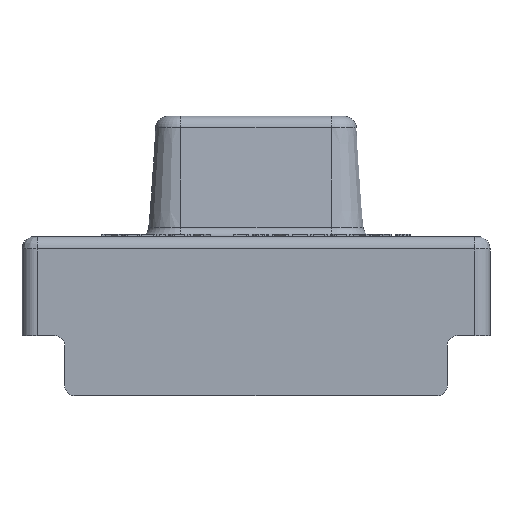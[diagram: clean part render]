
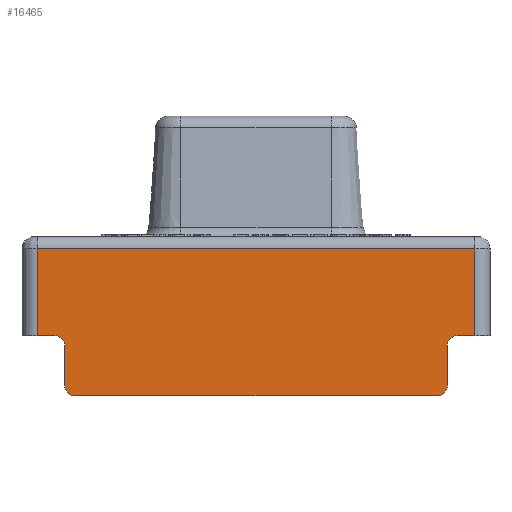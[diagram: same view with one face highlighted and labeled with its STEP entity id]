
A CAD part, front view. The second image highlights one B-rep face of the part: STEP entity #16465.
In plain terms, the highlighted planar face has unit normal (0, -1, 0).
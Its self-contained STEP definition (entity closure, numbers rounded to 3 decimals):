
#6=DIRECTION('',(-1.,0.,0.));
#7=VECTOR('',#6,36.18);
#8=CARTESIAN_POINT('',(18.09,-8.7,0.));
#9=LINE('',#8,#7);
#811=CARTESIAN_POINT('',(20.09,-8.7,5.));
#812=DIRECTION('',(0.,1.,0.));
#813=DIRECTION('',(-1.,0.,0.));
#814=AXIS2_PLACEMENT_3D('',#811,#812,#813);
#840=CARTESIAN_POINT('',(-18.09,-8.7,1.));
#841=DIRECTION('',(0.,-1.,0.));
#842=DIRECTION('',(-1.,0.,0.));
#843=AXIS2_PLACEMENT_3D('',#840,#841,#842);
#845=DIRECTION('',(0.,0.,-1.));
#846=VECTOR('',#845,4.);
#847=CARTESIAN_POINT('',(-19.09,-8.7,5.));
#848=LINE('',#847,#846);
#849=DIRECTION('',(-1.,0.,0.));
#850=VECTOR('',#849,1.76);
#851=CARTESIAN_POINT('',(-20.09,-8.7,6.));
#852=LINE('',#851,#850);
#853=DIRECTION('',(-1.,0.,0.));
#854=VECTOR('',#853,43.7);
#855=CARTESIAN_POINT('',(21.85,-8.7,14.65));
#856=LINE('',#855,#854);
#857=DIRECTION('',(-1.,0.,0.));
#858=VECTOR('',#857,1.76);
#859=CARTESIAN_POINT('',(21.85,-8.7,6.));
#860=LINE('',#859,#858);
#861=DIRECTION('',(0.,0.,-1.));
#862=VECTOR('',#861,4.);
#863=CARTESIAN_POINT('',(19.09,-8.7,5.));
#864=LINE('',#863,#862);
#865=CARTESIAN_POINT('',(18.09,-8.7,1.));
#866=DIRECTION('',(0.,-1.,0.));
#867=DIRECTION('',(0.,0.,-1.));
#868=AXIS2_PLACEMENT_3D('',#865,#866,#867);
#894=CARTESIAN_POINT('',(-20.09,-8.7,5.));
#895=DIRECTION('',(0.,1.,0.));
#896=DIRECTION('',(0.,0.,1.));
#897=AXIS2_PLACEMENT_3D('',#894,#895,#896);
#1597=DIRECTION('',(0.,0.,1.));
#1598=VECTOR('',#1597,8.65);
#1599=CARTESIAN_POINT('',(21.85,-8.7,6.));
#1600=LINE('',#1599,#1598);
#4967=DIRECTION('',(0.,0.,1.));
#4968=VECTOR('',#4967,8.65);
#4969=CARTESIAN_POINT('',(-21.85,-8.7,6.));
#4970=LINE('',#4969,#4968);
#11654=CARTESIAN_POINT('',(19.09,-8.7,5.));
#11655=CARTESIAN_POINT('',(20.09,-8.7,6.));
#11656=VERTEX_POINT('',#11654);
#11657=VERTEX_POINT('',#11655);
#11674=CARTESIAN_POINT('',(-20.09,-8.7,6.));
#11675=CARTESIAN_POINT('',(-19.09,-8.7,5.));
#11676=VERTEX_POINT('',#11674);
#11677=VERTEX_POINT('',#11675);
#12220=CARTESIAN_POINT('',(-21.85,-8.7,6.));
#12221=VERTEX_POINT('',#12220);
#12224=CARTESIAN_POINT('',(21.85,-8.7,6.));
#12225=VERTEX_POINT('',#12224);
#12272=CARTESIAN_POINT('',(-21.85,-8.7,14.65));
#12273=VERTEX_POINT('',#12272);
#12276=CARTESIAN_POINT('',(21.85,-8.7,14.65));
#12277=VERTEX_POINT('',#12276);
#12310=CARTESIAN_POINT('',(-19.09,-8.7,1.));
#12311=VERTEX_POINT('',#12310);
#12312=CARTESIAN_POINT('',(-18.09,-8.7,0.));
#12313=VERTEX_POINT('',#12312);
#12322=CARTESIAN_POINT('',(18.09,-8.7,0.));
#12323=CARTESIAN_POINT('',(19.09,-8.7,1.));
#12324=VERTEX_POINT('',#12322);
#12325=VERTEX_POINT('',#12323);
#16441=CARTESIAN_POINT('',(-22.35,-8.7,0.));
#16442=DIRECTION('',(0.,-1.,0.));
#16443=DIRECTION('',(1.,0.,0.));
#16444=AXIS2_PLACEMENT_3D('',#16441,#16442,#16443);
#16445=PLANE('',#16444);
#16446=ORIENTED_EDGE('',*,*,#15435,.F.);
#16448=ORIENTED_EDGE('',*,*,#16447,.F.);
#16450=ORIENTED_EDGE('',*,*,#16449,.F.);
#16451=ORIENTED_EDGE('',*,*,#16370,.T.);
#16453=ORIENTED_EDGE('',*,*,#16452,.T.);
#16455=ORIENTED_EDGE('',*,*,#16454,.F.);
#16457=ORIENTED_EDGE('',*,*,#16456,.F.);
#16458=ORIENTED_EDGE('',*,*,#16332,.T.);
#16459=ORIENTED_EDGE('',*,*,#16392,.F.);
#16460=ORIENTED_EDGE('',*,*,#16405,.T.);
#16461=ORIENTED_EDGE('',*,*,#16433,.F.);
#16462=ORIENTED_EDGE('',*,*,#15401,.T.);
#16463=EDGE_LOOP('',(#16446,#16448,#16450,#16451,#16453,#16455,#16457,#16458,
#16459,#16460,#16461,#16462));
#16464=FACE_OUTER_BOUND('',#16463,.F.);
#16465=ADVANCED_FACE('',(#16464),#16445,.T.);
#815=CIRCLE('',#814,1.);
#844=CIRCLE('',#843,1.);
#869=CIRCLE('',#868,1.);
#898=CIRCLE('',#897,1.);
#15401=EDGE_CURVE('',#12324,#12313,#9,.T.);
#15435=EDGE_CURVE('',#12311,#12313,#844,.T.);
#16332=EDGE_CURVE('',#12225,#11657,#860,.T.);
#16370=EDGE_CURVE('',#11676,#12221,#852,.T.);
#16392=EDGE_CURVE('',#11656,#11657,#815,.T.);
#16405=EDGE_CURVE('',#11656,#12325,#864,.T.);
#16433=EDGE_CURVE('',#12324,#12325,#869,.T.);
#16447=EDGE_CURVE('',#11677,#12311,#848,.T.);
#16449=EDGE_CURVE('',#11676,#11677,#898,.T.);
#16452=EDGE_CURVE('',#12221,#12273,#4970,.T.);
#16454=EDGE_CURVE('',#12277,#12273,#856,.T.);
#16456=EDGE_CURVE('',#12225,#12277,#1600,.T.);
